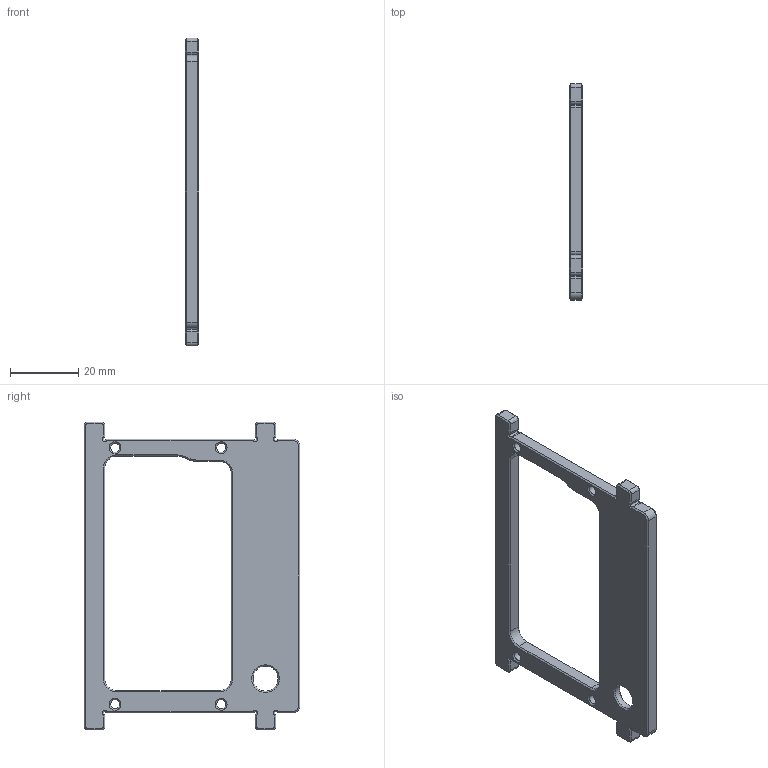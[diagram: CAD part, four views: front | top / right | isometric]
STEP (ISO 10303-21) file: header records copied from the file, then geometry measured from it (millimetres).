
FILE_DESCRIPTION(/* description */ (''),/* implementation_level */ '2;1');
FILE_NAME(/* name */ 'LCD Plate.step',/* time_stamp */ '2023-09-26T13:38:14-05:00',/* author */ (''),/* organization */ (''),/* preprocessor_version */ 'ST-DEVELOPER v20',/* originating_system */ 'Autodesk Translation Framework v12.9.0.99',/* authorisation */ '');
FILE_SCHEMA (('AUTOMOTIVE_DESIGN { 1 0 10303 214 3 1 1 }'));
Length unit declared in the file: millimetre
Products named in the file (1): LCD Plate
Bounding box: 4 x 63 x 90 mm (x, y, z)
Volume: 9813.5 mm3; surface area: 7449.1 mm2
Topology: 1 solids, 1 shells, 344 faces, 856 edges, 527 vertices
Faces by surface type: plane 172, cone 83, cylinder 52, bspline 37
Full cylindrical faces by diameter (mm): 2.7 x4, 7.3 x1, 17 x1
Entity records: 10777 total; most frequent: CARTESIAN_POINT 2695, ORIENTED_EDGE 1712, DIRECTION 1575, EDGE_CURVE 856, LINE 597, VECTOR 597, VERTEX_POINT 527, AXIS2_PLACEMENT_3D 489
